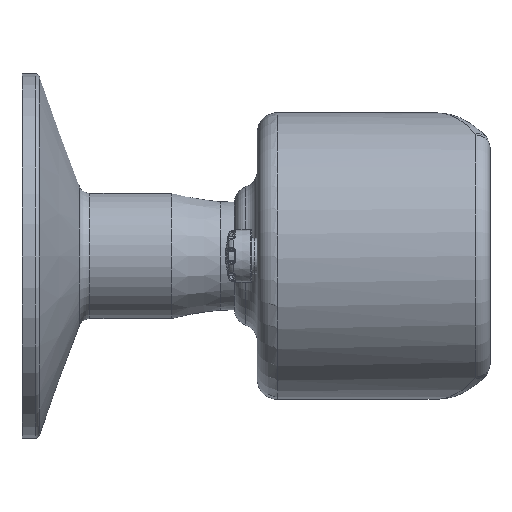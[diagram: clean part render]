
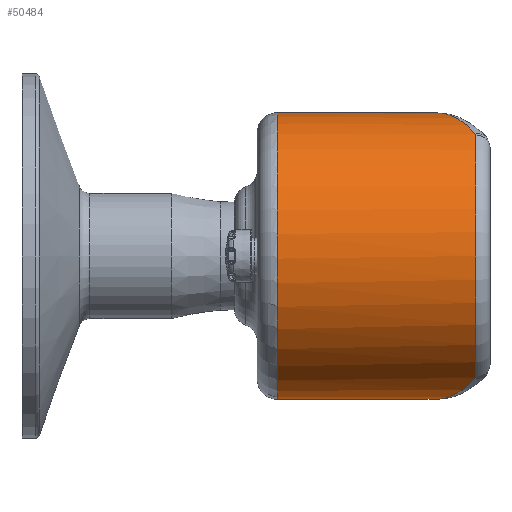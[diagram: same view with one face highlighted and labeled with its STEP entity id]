
A CAD part, left-side view. The second image highlights one B-rep face of the part: STEP entity #50484.
In plain terms, the highlighted cylindrical face has radius 25.2 mm (diameter 50.4 mm), a full revolution.
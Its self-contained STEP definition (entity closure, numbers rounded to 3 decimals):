
#466=ELLIPSE('',#52947,47.432,25.2);
#467=ELLIPSE('',#52956,28.404,25.2);
#1239=B_SPLINE_CURVE_WITH_KNOTS('',3,(#70341,#70342,#70343,#70344),
 .UNSPECIFIED.,.F.,.F.,(4,4),(0.,0.),.UNSPECIFIED.);
#1240=B_SPLINE_CURVE_WITH_KNOTS('',3,(#70346,#70347,#70348,#70349),
 .UNSPECIFIED.,.F.,.F.,(4,4),(0.,0.),.UNSPECIFIED.);
#2980=CYLINDRICAL_SURFACE('',#52955,25.2);
#10750=ORIENTED_EDGE('',*,*,#19949,.T.);
#10751=ORIENTED_EDGE('',*,*,#19946,.T.);
#10752=ORIENTED_EDGE('',*,*,#19950,.T.);
#10753=ORIENTED_EDGE('',*,*,#19951,.T.);
#10754=ORIENTED_EDGE('',*,*,#19944,.T.);
#10755=ORIENTED_EDGE('',*,*,#19943,.T.);
#19943=EDGE_CURVE('',#24774,#24773,#466,.F.);
#19944=EDGE_CURVE('',#24773,#24774,#27740,.T.);
#19946=EDGE_CURVE('',#24777,#24776,#27742,.T.);
#19949=EDGE_CURVE('',#24779,#24777,#1239,.T.);
#19950=EDGE_CURVE('',#24776,#24780,#1240,.T.);
#19951=EDGE_CURVE('',#24780,#24779,#467,.F.);
#24773=VERTEX_POINT('',#70247);
#24774=VERTEX_POINT('',#70274);
#24776=VERTEX_POINT('',#70334);
#24777=VERTEX_POINT('',#70336);
#24779=VERTEX_POINT('',#70345);
#24780=VERTEX_POINT('',#70350);
#27740=CIRCLE('',#52949,25.2);
#27742=CIRCLE('',#52952,25.2);
#29113=EDGE_LOOP('',(#10750,#10751,#10752,#10753));
#29114=EDGE_LOOP('',(#10754,#10755));
#31623=FACE_BOUND('',#29113,.T.);
#31624=FACE_BOUND('',#29114,.T.);
#50484=ADVANCED_FACE('',(#31623,#31624),#2980,.T.);
#52947=AXIS2_PLACEMENT_3D('',#70328,#57457,#57458);
#52949=AXIS2_PLACEMENT_3D('',#70330,#57461,#57462);
#52952=AXIS2_PLACEMENT_3D('',#70335,#57467,#57468);
#52955=AXIS2_PLACEMENT_3D('',#70340,#57473,#57474);
#52956=AXIS2_PLACEMENT_3D('',#70351,#57475,#57476);
#57457=DIRECTION('',(0.847,0.531,0.));
#57458=DIRECTION('',(0.531,-0.847,0.));
#57461=DIRECTION('',(0.,-1.,0.));
#57462=DIRECTION('',(0.,0.,-1.));
#57467=DIRECTION('',(0.,1.,0.));
#57468=DIRECTION('',(0.,0.,1.));
#57473=DIRECTION('',(0.,1.,0.));
#57474=DIRECTION('',(0.,0.,1.));
#57475=DIRECTION('',(0.461,-0.887,0.));
#57476=DIRECTION('',(0.887,0.461,0.));
#70247=CARTESIAN_POINT('',(23.517,-0.3,9.055));
#70274=CARTESIAN_POINT('',(23.517,-0.3,-9.055));
#70328=CARTESIAN_POINT('',(0.,37.2,0.));
#70330=CARTESIAN_POINT('',(0.,-0.3,0.));
#70334=CARTESIAN_POINT('',(-13.562,-35.2,21.24));
#70335=CARTESIAN_POINT('',(0.,-35.2,0.));
#70336=CARTESIAN_POINT('',(-13.562,-35.2,-21.24));
#70340=CARTESIAN_POINT('',(0.,-45.,0.));
#70341=CARTESIAN_POINT('',(-13.284,-35.133,-21.414));
#70342=CARTESIAN_POINT('',(-13.372,-35.179,-21.36));
#70343=CARTESIAN_POINT('',(-13.466,-35.2,-21.301));
#70344=CARTESIAN_POINT('',(-13.562,-35.2,-21.24));
#70345=CARTESIAN_POINT('',(-13.284,-35.133,-21.414));
#70346=CARTESIAN_POINT('',(-13.562,-35.2,21.24));
#70347=CARTESIAN_POINT('',(-13.466,-35.2,21.301));
#70348=CARTESIAN_POINT('',(-13.372,-35.179,21.36));
#70349=CARTESIAN_POINT('',(-13.284,-35.133,21.414));
#70350=CARTESIAN_POINT('',(-13.284,-35.133,21.414));
#70351=CARTESIAN_POINT('',(0.,-28.224,0.));
